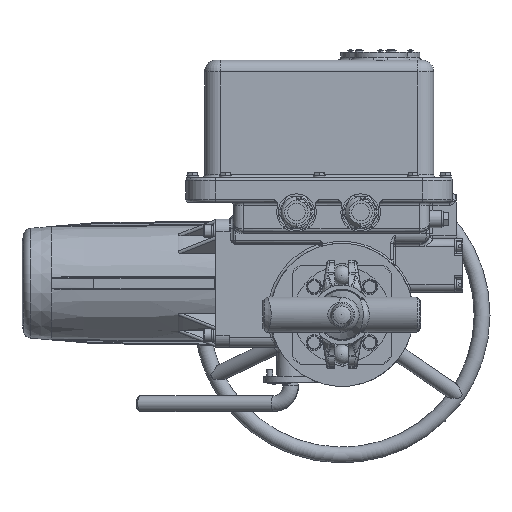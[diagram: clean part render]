
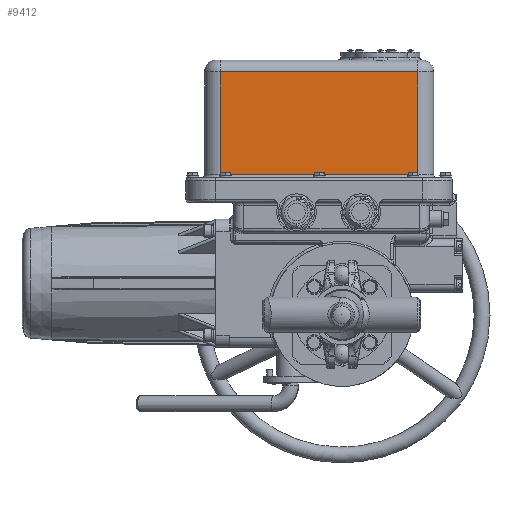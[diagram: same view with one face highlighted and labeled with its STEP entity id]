
A CAD part, front view. The second image highlights one B-rep face of the part: STEP entity #9412.
In plain terms, the highlighted planar face has unit normal (0, -1, 0).
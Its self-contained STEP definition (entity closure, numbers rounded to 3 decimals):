
#9412=ADVANCED_FACE('',(#30192),#30194,.T.);
#30192=FACE_BOUND('',#30193,.T.);
#30193=EDGE_LOOP('',(#63328,#63329,#63330,#63331));
#30194=PLANE('',#30195);
#30195=AXIS2_PLACEMENT_3D('',#30196,#30197,#30198);
#30196=CARTESIAN_POINT('',(-123.,339.935,246.));
#30197=DIRECTION('',(0.,-1.,0.));
#30198=DIRECTION('',(0.,0.,-1.));
#63328=ORIENTED_EDGE('',*,*,#73693,.F.);
#63329=ORIENTED_EDGE('',*,*,#73771,.T.);
#63330=ORIENTED_EDGE('',*,*,#73772,.T.);
#63331=ORIENTED_EDGE('',*,*,#73769,.F.);
#73693=EDGE_CURVE('',#82003,#82000,#82005,.T.);
#73769=EDGE_CURVE('',#82000,#82113,#82114,.T.);
#73771=EDGE_CURVE('',#82003,#82116,#82117,.T.);
#73772=EDGE_CURVE('',#82116,#82113,#82118,.T.);
#82000=VERTEX_POINT('',#120874);
#82003=VERTEX_POINT('',#120883);
#82005=LINE('',#120888,#120889);
#82113=VERTEX_POINT('',#121197);
#82114=LINE('',#121198,#121199);
#82116=VERTEX_POINT('',#121205);
#82117=LINE('',#121206,#121207);
#82118=LINE('',#121209,#121210);
#120874=CARTESIAN_POINT('',(77.,339.935,246.));
#120883=CARTESIAN_POINT('',(-123.,339.935,246.));
#120888=CARTESIAN_POINT('',(-123.,339.935,246.));
#120889=VECTOR('',#120890,1.);
#120890=DIRECTION('',(1.,0.,0.));
#121197=CARTESIAN_POINT('',(77.,339.935,142.));
#121198=CARTESIAN_POINT('',(77.,339.935,246.));
#121199=VECTOR('',#121200,1.);
#121200=DIRECTION('',(0.,0.,-1.));
#121205=CARTESIAN_POINT('',(-123.,339.935,142.));
#121206=CARTESIAN_POINT('',(-123.,339.935,246.));
#121207=VECTOR('',#121208,1.);
#121208=DIRECTION('',(0.,0.,-1.));
#121209=CARTESIAN_POINT('',(-123.,339.935,142.));
#121210=VECTOR('',#121211,1.);
#121211=DIRECTION('',(1.,0.,0.));
